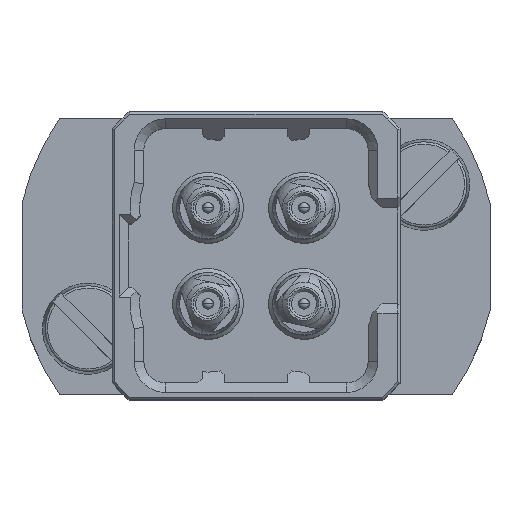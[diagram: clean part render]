
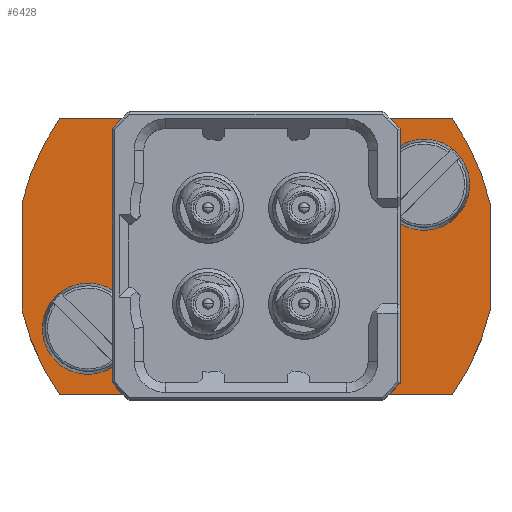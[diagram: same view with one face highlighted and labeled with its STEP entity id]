
A CAD part, top view. The second image highlights one B-rep face of the part: STEP entity #6428.
In plain terms, the highlighted planar face has unit normal (0, 0, 1).
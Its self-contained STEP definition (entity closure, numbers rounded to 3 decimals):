
#145 = VERTEX_POINT ( 'NONE', #10325 ) ;
#165 = ORIENTED_EDGE ( 'NONE', *, *, #4040, .F. ) ;
#177 = DIRECTION ( 'NONE',  ( 0., 0., -1. ) ) ;
#973 = VERTEX_POINT ( 'NONE', #6285 ) ;
#1195 = CARTESIAN_POINT ( 'NONE',  ( -5.5, 0., 8.7 ) ) ;
#1399 = DIRECTION ( 'NONE',  ( 0., 0., -1. ) ) ;
#1532 = VERTEX_POINT ( 'NONE', #9830 ) ;
#1636 = CARTESIAN_POINT ( 'NONE',  ( -8.182, 5.75, 8.7 ) ) ;
#1741 = FACE_BOUND ( 'NONE', #2562, .T. ) ;
#2026 = VECTOR ( 'NONE', #8413, 1000. ) ;
#2107 = ORIENTED_EDGE ( 'NONE', *, *, #26491, .F. ) ;
#2266 = CARTESIAN_POINT ( 'NONE',  ( 8.344, 4.344, 8.7 ) ) ;
#2303 = CARTESIAN_POINT ( 'NONE',  ( 5.5, 0., 8.7 ) ) ;
#2562 = EDGE_LOOP ( 'NONE', ( #24099, #15480 ) ) ;
#2773 = DIRECTION ( 'NONE',  ( 0., 0., -1. ) ) ;
#2815 = DIRECTION ( 'NONE',  ( 1., 0., 0. ) ) ;
#2970 = CARTESIAN_POINT ( 'NONE',  ( 0., 0., 8.7 ) ) ;
#3428 = VERTEX_POINT ( 'NONE', #18127 ) ;
#3549 = EDGE_CURVE ( 'NONE', #21396, #15873, #14795, .T. ) ;
#3978 = ORIENTED_EDGE ( 'NONE', *, *, #7219, .F. ) ;
#4040 = EDGE_CURVE ( 'NONE', #145, #21396, #20377, .T. ) ;
#4111 = CARTESIAN_POINT ( 'NONE',  ( 0., -5.5, 8.7 ) ) ;
#4216 = CARTESIAN_POINT ( 'NONE',  ( 7., 3., 8.7 ) ) ;
#4383 = DIRECTION ( 'NONE',  ( -1., 0., 0. ) ) ;
#4393 = CIRCLE ( 'NONE', #8319, 1.9 ) ;
#4521 = CARTESIAN_POINT ( 'NONE',  ( -8.182, -5.75, 8.7 ) ) ;
#4693 = LINE ( 'NONE', #13042, #15463 ) ;
#4718 = EDGE_CURVE ( 'NONE', #14724, #21714, #4393, .T. ) ;
#4850 = VERTEX_POINT ( 'NONE', #2266 ) ;
#4975 = VECTOR ( 'NONE', #5236, 1000. ) ;
#5005 = CIRCLE ( 'NONE', #16805, 1.9 ) ;
#5236 = DIRECTION ( 'NONE',  ( 0., -1., 0. ) ) ;
#5407 = DIRECTION ( 'NONE',  ( 0., 0., 1. ) ) ;
#5461 = AXIS2_PLACEMENT_3D ( 'NONE', #13242, #21676, #2815 ) ;
#5462 = CIRCLE ( 'NONE', #5461, 5.5 ) ;
#5464 = EDGE_CURVE ( 'NONE', #26614, #25486, #24275, .T. ) ;
#5520 = DIRECTION ( 'NONE',  ( 0., 0., -1. ) ) ;
#5756 = CARTESIAN_POINT ( 'NONE',  ( -7., -3., 8.7 ) ) ;
#5800 = CARTESIAN_POINT ( 'NONE',  ( -7., -3., 8.7 ) ) ;
#6214 = AXIS2_PLACEMENT_3D ( 'NONE', #19068, #177, #8619 ) ;
#6285 = CARTESIAN_POINT ( 'NONE',  ( -9.75, 2.222, 8.7 ) ) ;
#6428 = ADVANCED_FACE ( 'NONE', ( #1741, #10130, #18506, #26886 ), #8086, .F. ) ;
#6472 = CIRCLE ( 'NONE', #6214, 10. ) ;
#6504 = ORIENTED_EDGE ( 'NONE', *, *, #12220, .F. ) ;
#6624 = CARTESIAN_POINT ( 'NONE',  ( 9.75, 2.222, 8.7 ) ) ;
#7219 = EDGE_CURVE ( 'NONE', #3428, #19025, #19297, .T. ) ;
#7718 = EDGE_CURVE ( 'NONE', #21913, #4850, #5005, .T. ) ;
#8024 = CARTESIAN_POINT ( 'NONE',  ( -8.344, -1.656, 8.7 ) ) ;
#8086 = PLANE ( 'NONE',  #22804 ) ;
#8253 = ORIENTED_EDGE ( 'NONE', *, *, #22329, .F. ) ;
#8319 = AXIS2_PLACEMENT_3D ( 'NONE', #5756, #14116, #22507 ) ;
#8407 = ORIENTED_EDGE ( 'NONE', *, *, #19794, .F. ) ;
#8413 = DIRECTION ( 'NONE',  ( 0., 1., 0. ) ) ;
#8619 = DIRECTION ( 'NONE',  ( 1., 0., 0. ) ) ;
#9524 = CARTESIAN_POINT ( 'NONE',  ( 8.182, -5.75, 8.7 ) ) ;
#9769 = EDGE_CURVE ( 'NONE', #25486, #26614, #5462, .T. ) ;
#9780 = CIRCLE ( 'NONE', #16244, 1.9 ) ;
#9817 = DIRECTION ( 'NONE',  ( 1., 0., 0. ) ) ;
#9830 = CARTESIAN_POINT ( 'NONE',  ( -9.75, -2.222, 8.7 ) ) ;
#10130 = FACE_BOUND ( 'NONE', #22992, .T. ) ;
#10325 = CARTESIAN_POINT ( 'NONE',  ( 9.75, -2.222, 8.7 ) ) ;
#10821 = AXIS2_PLACEMENT_3D ( 'NONE', #24224, #5407, #13778 ) ;
#11162 = DIRECTION ( 'NONE',  ( 1., 0., 0. ) ) ;
#11343 = DIRECTION ( 'NONE',  ( 0., 0., -1. ) ) ;
#12220 = EDGE_CURVE ( 'NONE', #15873, #1532, #20908, .T. ) ;
#12455 = DIRECTION ( 'NONE',  ( 0., 0., -1. ) ) ;
#12559 = DIRECTION ( 'NONE',  ( 0., 0., 1. ) ) ;
#13042 = CARTESIAN_POINT ( 'NONE',  ( 0., 5.75, 8.7 ) ) ;
#13242 = CARTESIAN_POINT ( 'NONE',  ( 0., 0., 8.7 ) ) ;
#13778 = DIRECTION ( 'NONE',  ( 0.707, 0.707, 0. ) ) ;
#13880 = DIRECTION ( 'NONE',  ( 1., 0., 0. ) ) ;
#14116 = DIRECTION ( 'NONE',  ( 0., 0., 1. ) ) ;
#14161 = DIRECTION ( 'NONE',  ( 0., 0., 1. ) ) ;
#14256 = EDGE_CURVE ( 'NONE', #1532, #973, #18860, .T. ) ;
#14654 = CARTESIAN_POINT ( 'NONE',  ( -5.656, -4.344, 8.7 ) ) ;
#14724 = VERTEX_POINT ( 'NONE', #8024 ) ;
#14795 = LINE ( 'NONE', #23199, #19234 ) ;
#15463 = VECTOR ( 'NONE', #21482, 1000. ) ;
#15480 = ORIENTED_EDGE ( 'NONE', *, *, #5464, .T. ) ;
#15647 = LINE ( 'NONE', #24054, #4975 ) ;
#15686 = ORIENTED_EDGE ( 'NONE', *, *, #7718, .F. ) ;
#15873 = VERTEX_POINT ( 'NONE', #4521 ) ;
#16244 = AXIS2_PLACEMENT_3D ( 'NONE', #5800, #14161, #22548 ) ;
#16805 = AXIS2_PLACEMENT_3D ( 'NONE', #4216, #12559, #20996 ) ;
#16935 = ORIENTED_EDGE ( 'NONE', *, *, #4718, .F. ) ;
#17065 = AXIS2_PLACEMENT_3D ( 'NONE', #24339, #5520, #13880 ) ;
#17248 = AXIS2_PLACEMENT_3D ( 'NONE', #2970, #11343, #19726 ) ;
#18127 = CARTESIAN_POINT ( 'NONE',  ( 8.182, 5.75, 8.7 ) ) ;
#18157 = EDGE_LOOP ( 'NONE', ( #8253, #3978, #2107, #25810, #19554, #6504, #19147, #165 ) ) ;
#18250 = EDGE_CURVE ( 'NONE', #973, #20645, #6472, .T. ) ;
#18506 = FACE_BOUND ( 'NONE', #21926, .T. ) ;
#18860 = LINE ( 'NONE', #27235, #2026 ) ;
#19025 = VERTEX_POINT ( 'NONE', #6624 ) ;
#19068 = CARTESIAN_POINT ( 'NONE',  ( 0., 0., 8.7 ) ) ;
#19147 = ORIENTED_EDGE ( 'NONE', *, *, #3549, .F. ) ;
#19234 = VECTOR ( 'NONE', #4383, 1000. ) ;
#19271 = AXIS2_PLACEMENT_3D ( 'NONE', #21642, #2773, #11162 ) ;
#19297 = CIRCLE ( 'NONE', #19271, 10. ) ;
#19554 = ORIENTED_EDGE ( 'NONE', *, *, #14256, .F. ) ;
#19726 = DIRECTION ( 'NONE',  ( 1., 0., 0. ) ) ;
#19794 = EDGE_CURVE ( 'NONE', #21714, #14724, #9780, .T. ) ;
#19856 = CARTESIAN_POINT ( 'NONE',  ( 5.656, 1.656, 8.7 ) ) ;
#20254 = CARTESIAN_POINT ( 'NONE',  ( 0., 0., 8.7 ) ) ;
#20377 = CIRCLE ( 'NONE', #25409, 10. ) ;
#20645 = VERTEX_POINT ( 'NONE', #1636 ) ;
#20882 = DIRECTION ( 'NONE',  ( 0., -1., 0. ) ) ;
#20908 = CIRCLE ( 'NONE', #17248, 10. ) ;
#20996 = DIRECTION ( 'NONE',  ( 0.707, 0.707, 0. ) ) ;
#21396 = VERTEX_POINT ( 'NONE', #9524 ) ;
#21482 = DIRECTION ( 'NONE',  ( 1., 0., 0. ) ) ;
#21642 = CARTESIAN_POINT ( 'NONE',  ( 0., 0., 8.7 ) ) ;
#21676 = DIRECTION ( 'NONE',  ( 0., 0., -1. ) ) ;
#21714 = VERTEX_POINT ( 'NONE', #14654 ) ;
#21913 = VERTEX_POINT ( 'NONE', #19856 ) ;
#21926 = EDGE_LOOP ( 'NONE', ( #16935, #8407 ) ) ;
#22329 = EDGE_CURVE ( 'NONE', #19025, #145, #15647, .T. ) ;
#22507 = DIRECTION ( 'NONE',  ( 0.707, -0.707, 0. ) ) ;
#22548 = DIRECTION ( 'NONE',  ( 0.707, -0.707, 0. ) ) ;
#22693 = CIRCLE ( 'NONE', #10821, 1.9 ) ;
#22804 = AXIS2_PLACEMENT_3D ( 'NONE', #4111, #12455, #20882 ) ;
#22992 = EDGE_LOOP ( 'NONE', ( #15686, #25210 ) ) ;
#23199 = CARTESIAN_POINT ( 'NONE',  ( 0., -5.75, 8.7 ) ) ;
#24054 = CARTESIAN_POINT ( 'NONE',  ( 9.75, -5.5, 8.7 ) ) ;
#24099 = ORIENTED_EDGE ( 'NONE', *, *, #9769, .T. ) ;
#24224 = CARTESIAN_POINT ( 'NONE',  ( 7., 3., 8.7 ) ) ;
#24275 = CIRCLE ( 'NONE', #17065, 5.5 ) ;
#24339 = CARTESIAN_POINT ( 'NONE',  ( 0., 0., 8.7 ) ) ;
#25210 = ORIENTED_EDGE ( 'NONE', *, *, #26301, .F. ) ;
#25409 = AXIS2_PLACEMENT_3D ( 'NONE', #20254, #1399, #9817 ) ;
#25486 = VERTEX_POINT ( 'NONE', #2303 ) ;
#25810 = ORIENTED_EDGE ( 'NONE', *, *, #18250, .F. ) ;
#26301 = EDGE_CURVE ( 'NONE', #4850, #21913, #22693, .T. ) ;
#26491 = EDGE_CURVE ( 'NONE', #20645, #3428, #4693, .T. ) ;
#26614 = VERTEX_POINT ( 'NONE', #1195 ) ;
#26886 = FACE_OUTER_BOUND ( 'NONE', #18157, .T. ) ;
#27235 = CARTESIAN_POINT ( 'NONE',  ( -9.75, -5.5, 8.7 ) ) ;
